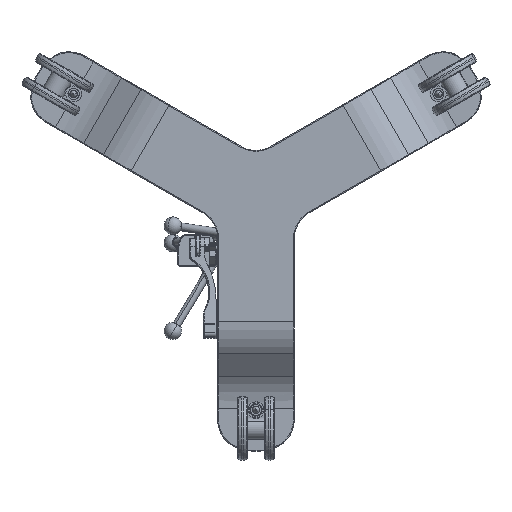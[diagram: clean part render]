
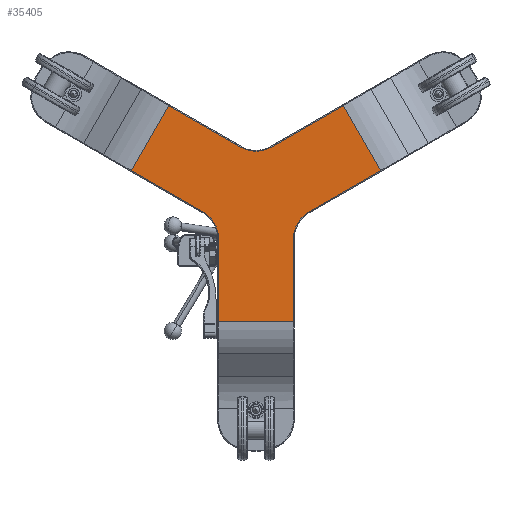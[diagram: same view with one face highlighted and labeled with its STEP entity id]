
A CAD part, front view. The second image highlights one B-rep face of the part: STEP entity #35405.
In plain terms, the highlighted planar face has unit normal (0, -1, 0).
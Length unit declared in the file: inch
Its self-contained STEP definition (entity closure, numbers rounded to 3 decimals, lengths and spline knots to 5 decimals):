
#58 = CARTESIAN_POINT ( 'NONE',  ( 9.76638, -3.25, 2.2438 ) ) ;
#279 = DIRECTION ( 'NONE',  ( 1., 0., 0. ) ) ;
#379 = DIRECTION ( 'NONE',  ( 0., 1., 0. ) ) ;
#619 = CIRCLE ( 'NONE', #28709, 2.36 ) ;
#1968 = ORIENTED_EDGE ( 'NONE', *, *, #34913, .T. ) ;
#2223 = LINE ( 'NONE', #23085, #20731 ) ;
#3443 = CARTESIAN_POINT ( 'NONE',  ( 5.3, -3.25, -3.05996 ) ) ;
#3486 = ORIENTED_EDGE ( 'NONE', *, *, #33151, .T. ) ;
#3540 = CARTESIAN_POINT ( 'NONE',  ( -17.11387, -3.25, -10.48242 ) ) ;
#3961 = CARTESIAN_POINT ( 'NONE',  ( 4., -3.25, -9.57984 ) ) ;
#4119 = LINE ( 'NONE', #31964, #58132 ) ;
#4955 = CARTESIAN_POINT ( 'NONE',  ( 2.94, -3.25, -9.57984 ) ) ;
#5738 = ORIENTED_EDGE ( 'NONE', *, *, #63592, .T. ) ;
#5803 = DIRECTION ( 'NONE',  ( 0., 1., 0. ) ) ;
#6891 = VECTOR ( 'NONE', #70862, 39.37008 ) ;
#7821 = CARTESIAN_POINT ( 'NONE',  ( -4.12, -3.25, -1.01614 ) ) ;
#8832 = EDGE_LOOP ( 'NONE', ( #60505, #27500, #3486, #54456, #5738, #9035, #1968, #15979, #43709, #9498, #17232, #72483 ) ) ;
#8970 = LINE ( 'NONE', #37178, #6891 ) ;
#9035 = ORIENTED_EDGE ( 'NONE', *, *, #59622, .T. ) ;
#9046 = VERTEX_POINT ( 'NONE', #34006 ) ;
#9498 = ORIENTED_EDGE ( 'NONE', *, *, #56221, .T. ) ;
#9900 = DIRECTION ( 'NONE',  ( 0.866, 0., -0.5 ) ) ;
#10589 = CARTESIAN_POINT ( 'NONE',  ( 2.94, -3.25, -3.05996 ) ) ;
#13464 = VERTEX_POINT ( 'NONE', #38101 ) ;
#15055 = VECTOR ( 'NONE', #55179, 39.37008 ) ;
#15388 = CARTESIAN_POINT ( 'NONE',  ( -10.99628, -3.25, 2.95389 ) ) ;
#15979 = ORIENTED_EDGE ( 'NONE', *, *, #57025, .T. ) ;
#16048 = VERTEX_POINT ( 'NONE', #10589 ) ;
#16860 = PLANE ( 'NONE',  #22085 ) ;
#17211 = DIRECTION ( 'NONE',  ( 0.866, 0., -0.5 ) ) ;
#17232 = ORIENTED_EDGE ( 'NONE', *, *, #72158, .T. ) ;
#18643 = CARTESIAN_POINT ( 'NONE',  ( 6.82638, -3.25, 7.33603 ) ) ;
#19705 = CARTESIAN_POINT ( 'NONE',  ( -2.94, -3.25, -9.57984 ) ) ;
#20307 = VERTEX_POINT ( 'NONE', #19705 ) ;
#20731 = VECTOR ( 'NONE', #46914, 39.37008 ) ;
#21699 = DIRECTION ( 'NONE',  ( 0., 0., -1. ) ) ;
#22085 = AXIS2_PLACEMENT_3D ( 'NONE', #44386, #379, #17211 ) ;
#23081 = VERTEX_POINT ( 'NONE', #51045 ) ;
#23085 = CARTESIAN_POINT ( 'NONE',  ( 6.29638, -3.25, 8.25402 ) ) ;
#23863 = CARTESIAN_POINT ( 'NONE',  ( -5.3, -3.25, -3.05996 ) ) ;
#24212 = VERTEX_POINT ( 'NONE', #4955 ) ;
#27154 = FACE_OUTER_BOUND ( 'NONE', #8832, .T. ) ;
#27500 = ORIENTED_EDGE ( 'NONE', *, *, #52839, .T. ) ;
#28427 = VERTEX_POINT ( 'NONE', #55988 ) ;
#28709 = AXIS2_PLACEMENT_3D ( 'NONE', #33307, #5803, #65536 ) ;
#31084 = CARTESIAN_POINT ( 'NONE',  ( 1.18, -3.25, 4.07609 ) ) ;
#31400 = AXIS2_PLACEMENT_3D ( 'NONE', #3443, #38232, #64973 ) ;
#31964 = CARTESIAN_POINT ( 'NONE',  ( -2.94, -3.25, 2.0359 ) ) ;
#33151 = EDGE_CURVE ( 'Defeatured_1_440+Defeatured_1_29+Defeatured_1_31+Defeatured_1_27', #45092, #68039, #55164, .T. ) ;
#33307 = CARTESIAN_POINT ( 'NONE',  ( 0., -3.25, 6.11991 ) ) ;
#34006 = CARTESIAN_POINT ( 'NONE',  ( -9.76638, -3.25, 2.2438 ) ) ;
#34490 = DIRECTION ( 'NONE',  ( -1., 0., 0. ) ) ;
#34913 = EDGE_CURVE ( 'Defeatured_1_440+Defeatured_1_10+Defeatured_1_8+Defeatured_1_12', #16048, #23081, #46561, .T. ) ;
#35405 = ADVANCED_FACE ( 'Defeatured_1_440', ( #27154 ), #16860, .F. ) ;
#36604 = VECTOR ( 'NONE', #9900, 39.37008 ) ;
#37178 = CARTESIAN_POINT ( 'NONE',  ( -8.05628, -3.25, 8.04611 ) ) ;
#37612 = DIRECTION ( 'NONE',  ( 0.5, 0., 0.866 ) ) ;
#38101 = CARTESIAN_POINT ( 'NONE',  ( -1.18, -3.25, 4.07609 ) ) ;
#38232 = DIRECTION ( 'NONE',  ( 0., 1., 0. ) ) ;
#39370 = CARTESIAN_POINT ( 'NONE',  ( -6.29314, -3.25, -7.02817 ) ) ;
#40085 = LINE ( 'NONE', #39370, #15055 ) ;
#40692 = LINE ( 'NONE', #67420, #69915 ) ;
#42782 = LINE ( 'NONE', #72081, #59486 ) ;
#42791 = LINE ( 'NONE', #3961, #71120 ) ;
#43113 = LINE ( 'NONE', #3540, #43318 ) ;
#43318 = VECTOR ( 'NONE', #37612, 39.37008 ) ;
#43709 = ORIENTED_EDGE ( 'NONE', *, *, #67981, .T. ) ;
#44386 = CARTESIAN_POINT ( 'NONE',  ( -8.81749, -3.25, -15.27233 ) ) ;
#45092 = VERTEX_POINT ( 'NONE', #7821 ) ;
#46561 = CIRCLE ( 'NONE', #31400, 2.36 ) ;
#46914 = DIRECTION ( 'NONE',  ( -0.5, 0., 0.866 ) ) ;
#47835 = VERTEX_POINT ( 'NONE', #18643 ) ;
#49039 = DIRECTION ( 'NONE',  ( -0.866, 0., -0.5 ) ) ;
#51045 = CARTESIAN_POINT ( 'NONE',  ( 4.12, -3.25, -1.01614 ) ) ;
#51610 = AXIS2_PLACEMENT_3D ( 'NONE', #23863, #62354, #34490 ) ;
#52436 = CARTESIAN_POINT ( 'NONE',  ( -2.94, -3.25, -3.05996 ) ) ;
#52839 = EDGE_CURVE ( 'Defeatured_1_440+Defeatured_1_31+Defeatured_1_444+Defeatured_1_29', #9046, #45092, #65568, .T. ) ;
#54245 = EDGE_CURVE ( 'Defeatured_1_444+Defeatured_1_440+Defeatured_1_33+Defeatured_1_42', #9046, #28427, #43113, .T. ) ;
#54456 = ORIENTED_EDGE ( 'NONE', *, *, #65441, .T. ) ;
#55164 = CIRCLE ( 'NONE', #51610, 2.36 ) ;
#55179 = DIRECTION ( 'NONE',  ( 0.866, 0., 0.5 ) ) ;
#55988 = CARTESIAN_POINT ( 'NONE',  ( -6.82638, -3.25, 7.33603 ) ) ;
#56018 = VERTEX_POINT ( 'NONE', #31084 ) ;
#56221 = EDGE_CURVE ( 'Defeatured_1_440+Defeatured_1_36+Defeatured_1_326+Defeatured_1_38', #47835, #56018, #42782, .T. ) ;
#57025 = EDGE_CURVE ( 'Defeatured_1_440+Defeatured_1_12+Defeatured_1_10+Defeatured_1_326', #23081, #70795, #40085, .T. ) ;
#58132 = VECTOR ( 'NONE', #21699, 39.37008 ) ;
#58930 = EDGE_CURVE ( 'Defeatured_1_440+Defeatured_1_40+Defeatured_1_38+Defeatured_1_444', #13464, #28427, #8970, .T. ) ;
#59486 = VECTOR ( 'NONE', #49039, 39.37008 ) ;
#59622 = EDGE_CURVE ( 'Defeatured_1_440+Defeatured_1_8+Defeatured_1_330+Defeatured_1_10', #24212, #16048, #40692, .T. ) ;
#60505 = ORIENTED_EDGE ( 'NONE', *, *, #54245, .F. ) ;
#62354 = DIRECTION ( 'NONE',  ( 0., 1., 0. ) ) ;
#63592 = EDGE_CURVE ( 'Defeatured_1_440+Defeatured_1_330+Defeatured_1_27+Defeatured_1_8', #20307, #24212, #42791, .T. ) ;
#64973 = DIRECTION ( 'NONE',  ( -1., 0., 0. ) ) ;
#65441 = EDGE_CURVE ( 'Defeatured_1_440+Defeatured_1_27+Defeatured_1_29+Defeatured_1_330', #68039, #20307, #4119, .T. ) ;
#65536 = DIRECTION ( 'NONE',  ( -1., 0., 0. ) ) ;
#65568 = LINE ( 'NONE', #15388, #36604 ) ;
#67420 = CARTESIAN_POINT ( 'NONE',  ( 2.94, -3.25, 2.0359 ) ) ;
#67981 = EDGE_CURVE ( 'Defeatured_1_440+Defeatured_1_326+Defeatured_1_12+Defeatured_1_36', #70795, #47835, #2223, .T. ) ;
#68039 = VERTEX_POINT ( 'NONE', #52436 ) ;
#68503 = DIRECTION ( 'NONE',  ( 0., 0., 1. ) ) ;
#69915 = VECTOR ( 'NONE', #68503, 39.37008 ) ;
#70795 = VERTEX_POINT ( 'NONE', #58 ) ;
#70862 = DIRECTION ( 'NONE',  ( -0.866, 0., 0.5 ) ) ;
#71120 = VECTOR ( 'NONE', #279, 39.37008 ) ;
#72081 = CARTESIAN_POINT ( 'NONE',  ( -9.23314, -3.25, -1.93594 ) ) ;
#72158 = EDGE_CURVE ( 'Defeatured_1_440+Defeatured_1_38+Defeatured_1_36+Defeatured_1_40', #56018, #13464, #619, .T. ) ;
#72483 = ORIENTED_EDGE ( 'NONE', *, *, #58930, .T. ) ;
